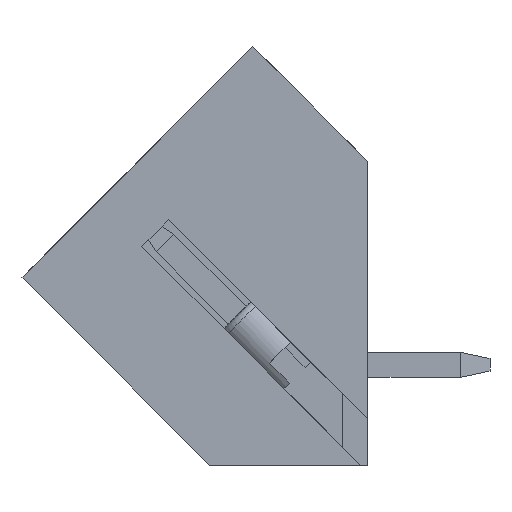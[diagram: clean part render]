
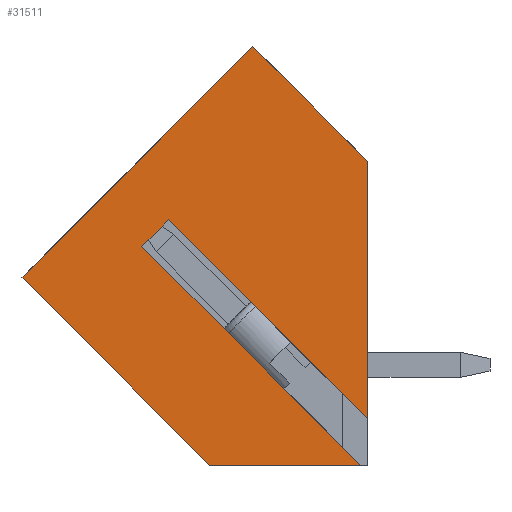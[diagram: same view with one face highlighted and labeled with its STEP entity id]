
A CAD part, left-side view. The second image highlights one B-rep face of the part: STEP entity #31511.
In plain terms, the highlighted planar face has unit normal (-1, 0, 0).
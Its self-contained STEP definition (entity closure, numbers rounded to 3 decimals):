
#192 = VECTOR ( 'NONE', #6900, 1000. ) ;
#1529 = EDGE_CURVE ( 'NONE', #6951, #19279, #33898, .T. ) ;
#1844 = VECTOR ( 'NONE', #21005, 1000. ) ;
#2638 = VERTEX_POINT ( 'NONE', #9361 ) ;
#3473 = ORIENTED_EDGE ( 'NONE', *, *, #1529, .T. ) ;
#3506 = VERTEX_POINT ( 'NONE', #34549 ) ;
#3714 = EDGE_CURVE ( 'NONE', #19807, #19566, #16345, .T. ) ;
#4108 = CARTESIAN_POINT ( 'NONE',  ( 0., 6.337, 7.815 ) ) ;
#4523 = LINE ( 'NONE', #10323, #1844 ) ;
#5880 = PLANE ( 'NONE',  #31037 ) ;
#6716 = ORIENTED_EDGE ( 'NONE', *, *, #10040, .T. ) ;
#6900 = DIRECTION ( 'NONE',  ( 0., -1., 0. ) ) ;
#6917 = EDGE_CURVE ( 'NONE', #18674, #17745, #4523, .T. ) ;
#6951 = VERTEX_POINT ( 'NONE', #12753 ) ;
#7067 = DIRECTION ( 'NONE',  ( 0., -0.707, 0.707 ) ) ;
#7426 = CARTESIAN_POINT ( 'NONE',  ( 0., 7.186, 6.966 ) ) ;
#8189 = DIRECTION ( 'NONE',  ( 0., 0.707, 0.707 ) ) ;
#8979 = LINE ( 'NONE', #33235, #192 ) ;
#9361 = CARTESIAN_POINT ( 'NONE',  ( 0., 5.02, 0. ) ) ;
#9362 = ORIENTED_EDGE ( 'NONE', *, *, #23259, .T. ) ;
#9392 = ORIENTED_EDGE ( 'NONE', *, *, #31654, .T. ) ;
#9875 = LINE ( 'NONE', #28456, #11758 ) ;
#10000 = EDGE_CURVE ( 'NONE', #18674, #3506, #34666, .T. ) ;
#10040 = EDGE_CURVE ( 'NONE', #3506, #6951, #27140, .T. ) ;
#10323 = CARTESIAN_POINT ( 'NONE',  ( 0., -2.689, -1.211 ) ) ;
#11669 = DIRECTION ( 'NONE',  ( 1., 0., 0. ) ) ;
#11758 = VECTOR ( 'NONE', #20549, 1000. ) ;
#12095 = VECTOR ( 'NONE', #29938, 1000. ) ;
#12753 = CARTESIAN_POINT ( 'NONE',  ( 0., 3.65, 13.33 ) ) ;
#13917 = FACE_OUTER_BOUND ( 'NONE', #19482, .T. ) ;
#14103 = DIRECTION ( 'NONE',  ( 0., 0., -1. ) ) ;
#16345 = LINE ( 'NONE', #26668, #33636 ) ;
#17556 = DIRECTION ( 'NONE',  ( 0., 0.707, -0.707 ) ) ;
#17745 = VERTEX_POINT ( 'NONE', #4108 ) ;
#18549 = CARTESIAN_POINT ( 'NONE',  ( 0., 11., 13.33 ) ) ;
#18674 = VERTEX_POINT ( 'NONE', #32876 ) ;
#18827 = ORIENTED_EDGE ( 'NONE', *, *, #3714, .T. ) ;
#19279 = VERTEX_POINT ( 'NONE', #24908 ) ;
#19291 = VECTOR ( 'NONE', #8189, 1000. ) ;
#19466 = ORIENTED_EDGE ( 'NONE', *, *, #10000, .T. ) ;
#19482 = EDGE_LOOP ( 'NONE', ( #9392, #18827, #9362, #24546, #19466, #6716, #3473, #28760 ) ) ;
#19566 = VERTEX_POINT ( 'NONE', #20935 ) ;
#19807 = VERTEX_POINT ( 'NONE', #22746 ) ;
#20549 = DIRECTION ( 'NONE',  ( 0., -0.707, -0.707 ) ) ;
#20935 = CARTESIAN_POINT ( 'NONE',  ( 0., 7.186, 6.966 ) ) ;
#21005 = DIRECTION ( 'NONE',  ( 0., 0.707, 0.707 ) ) ;
#21092 = LINE ( 'NONE', #7426, #29168 ) ;
#22746 = CARTESIAN_POINT ( 'NONE',  ( 0., 0.219, 0. ) ) ;
#23259 = EDGE_CURVE ( 'NONE', #19566, #17745, #21092, .T. ) ;
#24460 = EDGE_CURVE ( 'NONE', #19279, #2638, #9875, .T. ) ;
#24546 = ORIENTED_EDGE ( 'NONE', *, *, #6917, .F. ) ;
#24908 = CARTESIAN_POINT ( 'NONE',  ( 0., 11., 5.98 ) ) ;
#25277 = VECTOR ( 'NONE', #17556, 1000. ) ;
#26668 = CARTESIAN_POINT ( 'NONE',  ( 0., -1.84, -2.06 ) ) ;
#27032 = DIRECTION ( 'NONE',  ( 0., 0.707, 0.707 ) ) ;
#27140 = LINE ( 'NONE', #29570, #19291 ) ;
#28456 = CARTESIAN_POINT ( 'NONE',  ( 0., 11., 5.98 ) ) ;
#28760 = ORIENTED_EDGE ( 'NONE', *, *, #24460, .T. ) ;
#28935 = CARTESIAN_POINT ( 'NONE',  ( 0., 3.65, 13.33 ) ) ;
#29168 = VECTOR ( 'NONE', #7067, 1000. ) ;
#29570 = CARTESIAN_POINT ( 'NONE',  ( 0., 0., 9.68 ) ) ;
#29753 = CARTESIAN_POINT ( 'NONE',  ( 0., 0., 13.33 ) ) ;
#29938 = DIRECTION ( 'NONE',  ( 0., 0., 1. ) ) ;
#31037 = AXIS2_PLACEMENT_3D ( 'NONE', #18549, #11669, #14103 ) ;
#31511 = ADVANCED_FACE ( 'NONE', ( #13917 ), #5880, .F. ) ;
#31654 = EDGE_CURVE ( 'NONE', #2638, #19807, #8979, .T. ) ;
#32876 = CARTESIAN_POINT ( 'NONE',  ( 0., 0., 1.478 ) ) ;
#33235 = CARTESIAN_POINT ( 'NONE',  ( 0., 11., 0. ) ) ;
#33636 = VECTOR ( 'NONE', #27032, 1000. ) ;
#33898 = LINE ( 'NONE', #28935, #25277 ) ;
#34549 = CARTESIAN_POINT ( 'NONE',  ( 0., 0., 9.68 ) ) ;
#34666 = LINE ( 'NONE', #29753, #12095 ) ;
